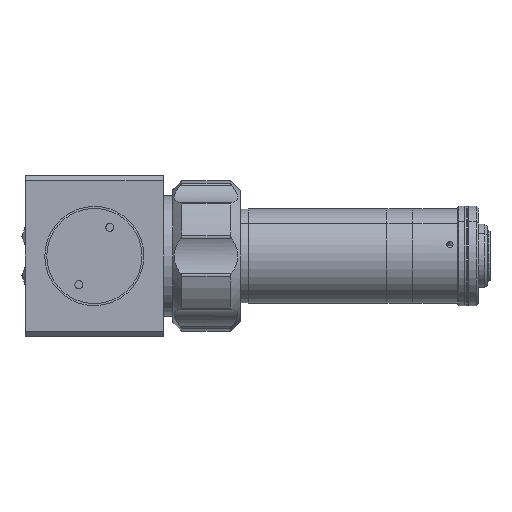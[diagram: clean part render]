
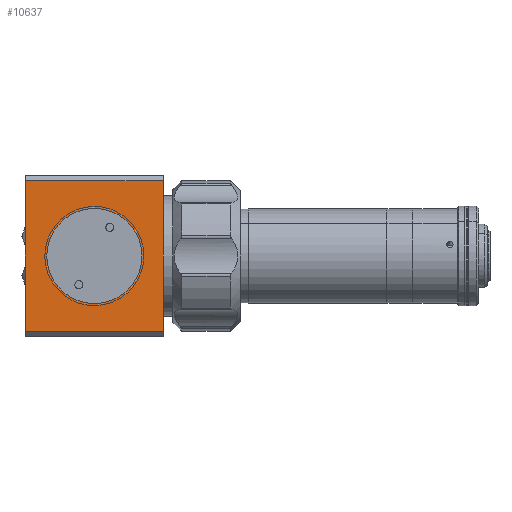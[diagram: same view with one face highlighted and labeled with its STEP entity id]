
A CAD part, front view. The second image highlights one B-rep face of the part: STEP entity #10637.
In plain terms, the highlighted planar face has unit normal (0, -1, 0).
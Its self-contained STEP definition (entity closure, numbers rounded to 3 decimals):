
#349 = DIRECTION ( 'NONE',  ( 1., 0., 0. ) ) ;
#705 = FACE_BOUND ( 'NONE', #4500, .T. ) ;
#1081 = VERTEX_POINT ( 'NONE', #18635 ) ;
#2109 = LINE ( 'NONE', #7526, #9319 ) ;
#2176 = VECTOR ( 'NONE', #16612, 1000. ) ;
#2512 = LINE ( 'NONE', #18737, #13094 ) ;
#2762 = EDGE_CURVE ( 'NONE', #6515, #17015, #2109, .T. ) ;
#3160 = CARTESIAN_POINT ( 'NONE',  ( 27.5, -27.5, 32. ) ) ;
#3820 = DIRECTION ( 'NONE',  ( 0., 1., 0. ) ) ;
#4500 = EDGE_LOOP ( 'NONE', ( #16797, #16394 ) ) ;
#5006 = CARTESIAN_POINT ( 'NONE',  ( 27.5, -27.5, -30. ) ) ;
#5988 = LINE ( 'NONE', #15108, #2176 ) ;
#6135 = DIRECTION ( 'NONE',  ( 0., 1., 0. ) ) ;
#6290 = CIRCLE ( 'NONE', #11004, 19. ) ;
#6515 = VERTEX_POINT ( 'NONE', #16243 ) ;
#7214 = EDGE_CURVE ( 'NONE', #10117, #17015, #9713, .T. ) ;
#7216 = EDGE_LOOP ( 'NONE', ( #11835, #17165, #11205, #12541 ) ) ;
#7526 = CARTESIAN_POINT ( 'NONE',  ( 27.5, -27.5, -30. ) ) ;
#7599 = EDGE_CURVE ( 'NONE', #10117, #1081, #5988, .T. ) ;
#7699 = AXIS2_PLACEMENT_3D ( 'NONE', #16455, #7764, #17938 ) ;
#7764 = DIRECTION ( 'NONE',  ( 0., 1., 0. ) ) ;
#9319 = VECTOR ( 'NONE', #349, 1000. ) ;
#9417 = EDGE_CURVE ( 'NONE', #14927, #11126, #16570, .T. ) ;
#9520 = PLANE ( 'NONE',  #10192 ) ;
#9713 = LINE ( 'NONE', #3160, #17036 ) ;
#9849 = CARTESIAN_POINT ( 'NONE',  ( 0., -27.5, -19. ) ) ;
#9992 = EDGE_CURVE ( 'NONE', #11126, #14927, #6290, .T. ) ;
#10117 = VERTEX_POINT ( 'NONE', #15507 ) ;
#10192 = AXIS2_PLACEMENT_3D ( 'NONE', #12461, #3820, #13932 ) ;
#10413 = DIRECTION ( 'NONE',  ( 0., 0., -1. ) ) ;
#10637 = ADVANCED_FACE ( 'NONE', ( #705, #15622 ), #9520, .F. ) ;
#11004 = AXIS2_PLACEMENT_3D ( 'NONE', #14794, #6135, #16291 ) ;
#11126 = VERTEX_POINT ( 'NONE', #13187 ) ;
#11205 = ORIENTED_EDGE ( 'NONE', *, *, #7214, .F. ) ;
#11835 = ORIENTED_EDGE ( 'NONE', *, *, #15967, .T. ) ;
#12461 = CARTESIAN_POINT ( 'NONE',  ( -27.5, -27.5, 32. ) ) ;
#12541 = ORIENTED_EDGE ( 'NONE', *, *, #7599, .T. ) ;
#13094 = VECTOR ( 'NONE', #14339, 1000. ) ;
#13187 = CARTESIAN_POINT ( 'NONE',  ( 0., -27.5, 19. ) ) ;
#13932 = DIRECTION ( 'NONE',  ( 0., 0., 1. ) ) ;
#14339 = DIRECTION ( 'NONE',  ( 0., 0., -1. ) ) ;
#14794 = CARTESIAN_POINT ( 'NONE',  ( 0., -27.5, 0. ) ) ;
#14927 = VERTEX_POINT ( 'NONE', #9849 ) ;
#15108 = CARTESIAN_POINT ( 'NONE',  ( -27.5, -27.5, 30. ) ) ;
#15507 = CARTESIAN_POINT ( 'NONE',  ( 27.5, -27.5, 30. ) ) ;
#15622 = FACE_OUTER_BOUND ( 'NONE', #7216, .T. ) ;
#15967 = EDGE_CURVE ( 'NONE', #1081, #6515, #2512, .T. ) ;
#16243 = CARTESIAN_POINT ( 'NONE',  ( -27.5, -27.5, -30. ) ) ;
#16291 = DIRECTION ( 'NONE',  ( 0., 0., 1. ) ) ;
#16394 = ORIENTED_EDGE ( 'NONE', *, *, #9417, .T. ) ;
#16455 = CARTESIAN_POINT ( 'NONE',  ( 0., -27.5, 0. ) ) ;
#16570 = CIRCLE ( 'NONE', #7699, 19. ) ;
#16612 = DIRECTION ( 'NONE',  ( -1., 0., 0. ) ) ;
#16797 = ORIENTED_EDGE ( 'NONE', *, *, #9992, .T. ) ;
#17015 = VERTEX_POINT ( 'NONE', #5006 ) ;
#17036 = VECTOR ( 'NONE', #10413, 1000. ) ;
#17165 = ORIENTED_EDGE ( 'NONE', *, *, #2762, .T. ) ;
#17938 = DIRECTION ( 'NONE',  ( 0., 0., 1. ) ) ;
#18635 = CARTESIAN_POINT ( 'NONE',  ( -27.5, -27.5, 30. ) ) ;
#18737 = CARTESIAN_POINT ( 'NONE',  ( -27.5, -27.5, 32. ) ) ;
